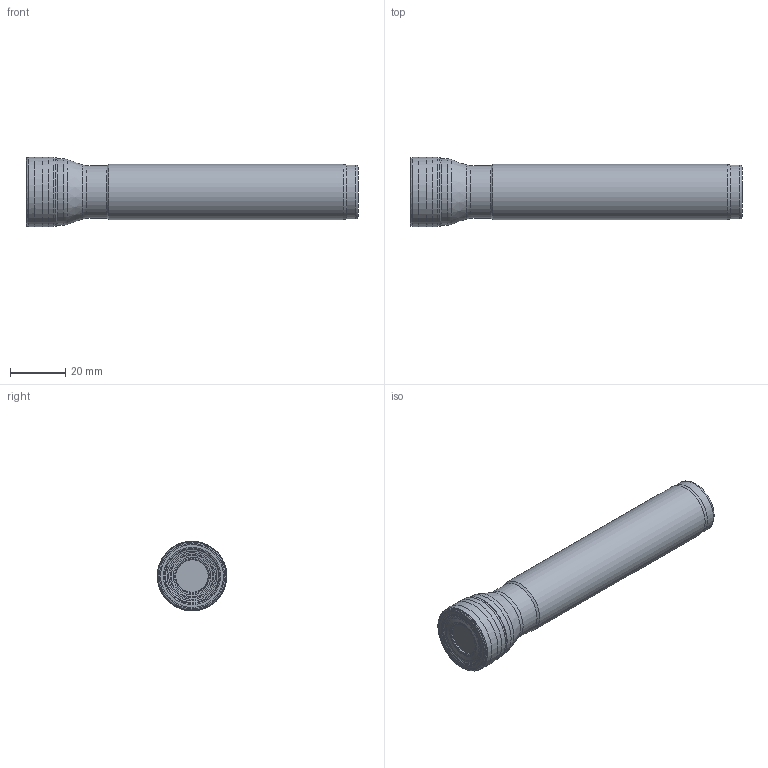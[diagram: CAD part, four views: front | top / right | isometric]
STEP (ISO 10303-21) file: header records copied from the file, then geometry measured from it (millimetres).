
FILE_DESCRIPTION(/* description */ (''),/* implementation_level */ '2;1');
FILE_NAME(/* name */ 'AEM90-BD11T3-D25-C20-L120-Z03-H.stp',/* time_stamp */ '2023-10-20T16:12:20+03:00',/* author */ (''),/* organization */ (''),/* preprocessor_version */ 'ST-DEVELOPER v19.4',/* originating_system */ 'SIEMENS PLM Software NX2306.3001',/* authorisation */ '');
FILE_SCHEMA (('AUTOMOTIVE_DESIGN { 1 0 10303 214 3 1 1 1 }'));
Length unit declared in the file: millimetre
Products named in the file (1): AEM90-BD11T3-D25-C20-L120-Z03-H
Bounding box: 120 x 25.19 x 25.19 mm (x, y, z)
Volume: 43539.2 mm3; surface area: 10384.7 mm2
Topology: 2 solids, 2 shells, 61 faces, 156 edges, 99 vertices
Faces by surface type: revolution 39, torus 8, cone 6, plane 4, cylinder 4
Full cylindrical faces by diameter (mm): 19 x1, 19.5 x1, 20 x1, 24 x1
Entity records: 1738 total; most frequent: CARTESIAN_POINT 518, DIRECTION 205, EDGE_LOOP 120, ORIENTED_EDGE 120, FACE_BOUND 118, AXIS2_PLACEMENT_3D 83, ADVANCED_FACE 61, VERTEX_POINT 60
